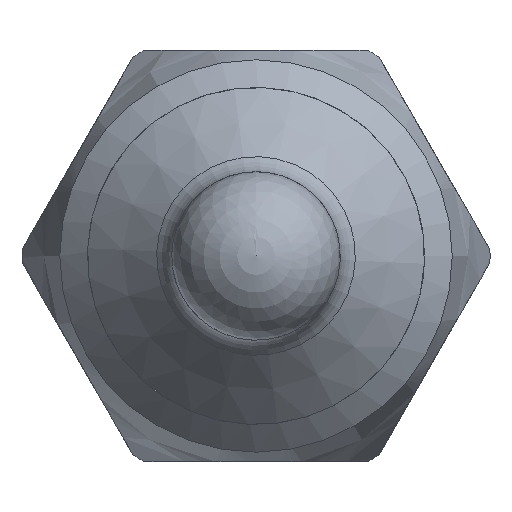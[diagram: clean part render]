
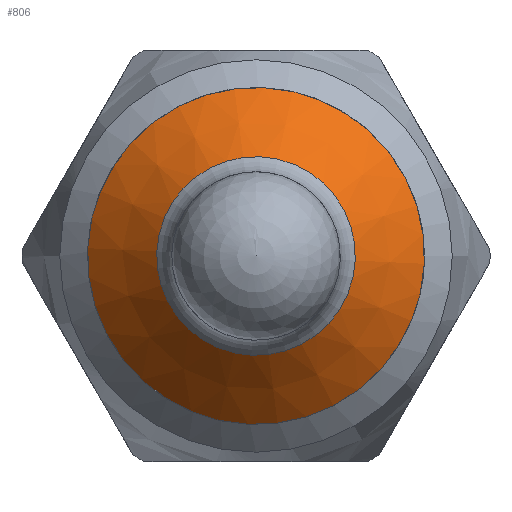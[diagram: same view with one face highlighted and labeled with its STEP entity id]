
A CAD part, front view. The second image highlights one B-rep face of the part: STEP entity #806.
In plain terms, the highlighted conical face has half-angle 43 degrees and reference radius 7.153 mm.
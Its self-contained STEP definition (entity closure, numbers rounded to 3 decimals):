
#47=CONICAL_SURFACE('',#935,7.153,0.75);
#80=LINE('',#1449,#114);
#114=VECTOR('',#1190,7.153);
#177=FACE_OUTER_BOUND('',#228,.T.);
#228=EDGE_LOOP('',(#699,#700,#701,#702,#703));
#293=CIRCLE('',#933,5.306);
#294=CIRCLE('',#934,5.306);
#295=CIRCLE('',#936,9.);
#370=VERTEX_POINT('',#1441);
#371=VERTEX_POINT('',#1443);
#372=VERTEX_POINT('',#1447);
#480=EDGE_CURVE('',#371,#370,#293,.T.);
#481=EDGE_CURVE('',#370,#371,#294,.T.);
#482=EDGE_CURVE('',#372,#372,#295,.T.);
#483=EDGE_CURVE('',#372,#371,#80,.T.);
#699=ORIENTED_EDGE('',*,*,#482,.F.);
#700=ORIENTED_EDGE('',*,*,#483,.T.);
#701=ORIENTED_EDGE('',*,*,#480,.T.);
#702=ORIENTED_EDGE('',*,*,#481,.T.);
#703=ORIENTED_EDGE('',*,*,#483,.F.);
#806=ADVANCED_FACE('',(#177),#47,.T.);
#933=AXIS2_PLACEMENT_3D('',#1444,#1182,#1183);
#934=AXIS2_PLACEMENT_3D('',#1445,#1184,#1185);
#935=AXIS2_PLACEMENT_3D('',#1446,#1186,#1187);
#936=AXIS2_PLACEMENT_3D('',#1448,#1188,#1189);
#1182=DIRECTION('center_axis',(0.,1.,0.));
#1183=DIRECTION('ref_axis',(-0.923,0.,0.385));
#1184=DIRECTION('center_axis',(0.,1.,0.));
#1185=DIRECTION('ref_axis',(-0.923,0.,0.385));
#1186=DIRECTION('center_axis',(0.,1.,0.));
#1187=DIRECTION('ref_axis',(-0.923,0.,0.385));
#1188=DIRECTION('center_axis',(0.,1.,0.));
#1189=DIRECTION('ref_axis',(-0.923,0.,0.385));
#1190=DIRECTION('',(-0.629,-0.731,0.263));
#1441=CARTESIAN_POINT('',(2.043,-8.461,4.897));
#1443=CARTESIAN_POINT('',(4.897,-8.461,-2.043));
#1444=CARTESIAN_POINT('Origin',(0.,-8.461,
0.));
#1445=CARTESIAN_POINT('Origin',(0.,-8.461,
0.));
#1446=CARTESIAN_POINT('Origin',(0.,-6.481,
0.));
#1447=CARTESIAN_POINT('',(8.306,-4.5,-3.466));
#1448=CARTESIAN_POINT('Origin',(0.,-4.5,
0.));
#1449=CARTESIAN_POINT('',(6.601,-6.481,-2.755));
